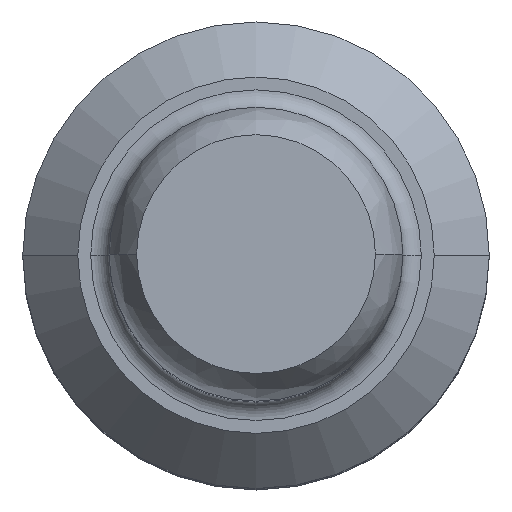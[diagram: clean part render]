
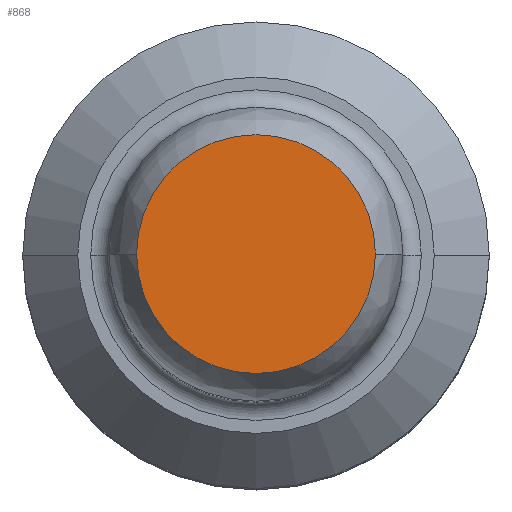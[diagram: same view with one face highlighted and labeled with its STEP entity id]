
A CAD part, top view. The second image highlights one B-rep face of the part: STEP entity #868.
In plain terms, the highlighted planar face has unit normal (0, 0, 1).
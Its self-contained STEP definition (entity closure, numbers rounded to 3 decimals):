
#305=CARTESIAN_POINT('',(0.,0.,20.259));
#306=DIRECTION('',(0.,0.,1.));
#307=DIRECTION('',(1.,0.,0.));
#308=AXIS2_PLACEMENT_3D('',#305,#306,#307);
#320=CARTESIAN_POINT('',(0.,0.,20.259));
#321=DIRECTION('',(0.,0.,-1.));
#322=DIRECTION('',(1.,0.,0.));
#323=AXIS2_PLACEMENT_3D('',#320,#321,#322);
#333=CARTESIAN_POINT('',(3.25,0.,20.259));
#335=VERTEX_POINT('',#333);
#363=CARTESIAN_POINT('',(-3.25,0.,20.259));
#365=VERTEX_POINT('',#363);
#859=CARTESIAN_POINT('',(0.,0.,20.259));
#860=DIRECTION('',(0.,0.,1.));
#861=DIRECTION('',(-1.,0.,0.));
#862=AXIS2_PLACEMENT_3D('',#859,#860,#861);
#863=PLANE('',#862);
#864=ORIENTED_EDGE('',*,*,#854,.T.);
#865=ORIENTED_EDGE('',*,*,#814,.F.);
#866=EDGE_LOOP('',(#864,#865));
#867=FACE_OUTER_BOUND('',#866,.F.);
#868=ADVANCED_FACE('',(#867),#863,.T.);
#309=CIRCLE('',#308,3.25);
#324=CIRCLE('',#323,3.25);
#814=EDGE_CURVE('',#335,#365,#309,.T.);
#854=EDGE_CURVE('',#335,#365,#324,.T.);
